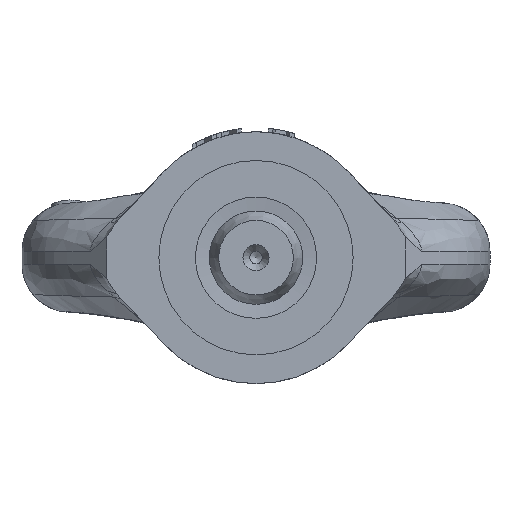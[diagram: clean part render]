
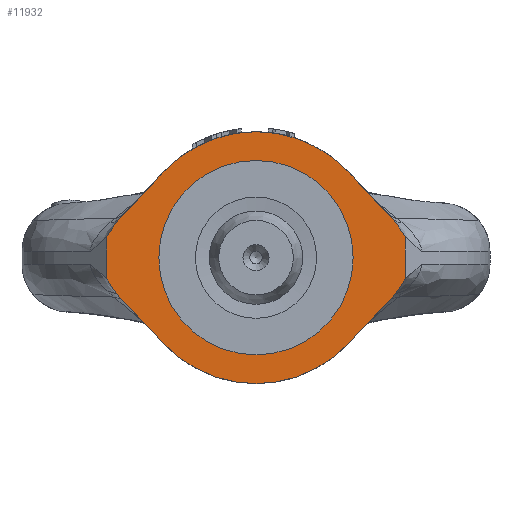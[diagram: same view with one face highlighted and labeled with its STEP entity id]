
A CAD part, front view. The second image highlights one B-rep face of the part: STEP entity #11932.
In plain terms, the highlighted planar face has unit normal (0, -1, 0).
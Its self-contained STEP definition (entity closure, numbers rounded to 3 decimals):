
#558=LINE('',#23223,#1172);
#564=LINE('',#23496,#1178);
#566=LINE('',#25180,#1180);
#567=LINE('',#25181,#1181);
#568=LINE('',#25182,#1182);
#574=LINE('',#26240,#1188);
#576=LINE('',#26482,#1190);
#580=LINE('',#28180,#1194);
#581=LINE('',#28181,#1195);
#582=LINE('',#28182,#1196);
#1172=VECTOR('',#14258,10.);
#1178=VECTOR('',#14270,10.);
#1180=VECTOR('',#14320,10.);
#1181=VECTOR('',#14321,10.);
#1182=VECTOR('',#14322,10.);
#1188=VECTOR('',#14366,10.);
#1190=VECTOR('',#14374,10.);
#1194=VECTOR('',#14426,10.);
#1195=VECTOR('',#14427,10.);
#1196=VECTOR('',#14428,10.);
#1625=PLANE('',#12773);
#1812=FACE_BOUND('',#3034,.T.);
#2295=FACE_OUTER_BOUND('',#3033,.T.);
#3033=EDGE_LOOP('',(#9750,#9751,#9752,#9753,#9754,#9755,#9756,#9757,#9758,
#9759,#9760,#9761,#9762,#9763,#9764,#9765,#9766,#9767,#9768,#9769));
#3034=EDGE_LOOP('',(#9770));
#3497=CIRCLE('',#12674,12.5);
#3506=CIRCLE('',#12692,6.15);
#3509=CIRCLE('',#12698,6.15);
#3536=CIRCLE('',#12738,6.15);
#3539=CIRCLE('',#12744,6.15);
#3556=CIRCLE('',#12770,16.2);
#3557=CIRCLE('',#12772,16.2);
#4167=B_SPLINE_CURVE_WITH_KNOTS('',3,(#22797,#22798,#22799,#22800),
 .UNSPECIFIED.,.F.,.F.,(4,4),(0.,0.199),.UNSPECIFIED.);
#4180=B_SPLINE_CURVE_WITH_KNOTS('',3,(#23394,#23395,#23396,#23397,#23398,
#23399),.UNSPECIFIED.,.F.,.F.,(4,2,4),(0.822,0.919,
1.046),.UNSPECIFIED.);
#4237=B_SPLINE_CURVE_WITH_KNOTS('',3,(#25822,#25823,#25824,#25825),
 .UNSPECIFIED.,.F.,.F.,(4,4),(0.,0.199),.UNSPECIFIED.);
#4248=B_SPLINE_CURVE_WITH_KNOTS('',3,(#26394,#26395,#26396,#26397,#26398,
#26399),.UNSPECIFIED.,.F.,.F.,(4,2,4),(0.822,0.919,
1.046),.UNSPECIFIED.);
#5044=VERTEX_POINT('',#22418);
#5067=VERTEX_POINT('',#22787);
#5068=VERTEX_POINT('',#22796);
#5076=VERTEX_POINT('',#23218);
#5077=VERTEX_POINT('',#23222);
#5084=VERTEX_POINT('',#23392);
#5085=VERTEX_POINT('',#23393);
#5092=VERTEX_POINT('',#23493);
#5093=VERTEX_POINT('',#23495);
#5113=VERTEX_POINT('',#25178);
#5114=VERTEX_POINT('',#25179);
#5132=VERTEX_POINT('',#25787);
#5135=VERTEX_POINT('',#25814);
#5141=VERTEX_POINT('',#26218);
#5145=VERTEX_POINT('',#26238);
#5149=VERTEX_POINT('',#26392);
#5150=VERTEX_POINT('',#26393);
#5154=VERTEX_POINT('',#26479);
#5155=VERTEX_POINT('',#26481);
#5178=VERTEX_POINT('',#28178);
#5179=VERTEX_POINT('',#28179);
#6537=EDGE_CURVE('',#5044,#5044,#3497,.T.);
#6567=EDGE_CURVE('',#5068,#5067,#4167,.T.);
#6579=EDGE_CURVE('',#5068,#5076,#3506,.T.);
#6581=EDGE_CURVE('',#5076,#5077,#558,.T.);
#6589=EDGE_CURVE('',#5084,#5085,#4180,.F.);
#6600=EDGE_CURVE('',#5092,#5093,#564,.T.);
#6602=EDGE_CURVE('',#5093,#5084,#3509,.T.);
#6659=EDGE_CURVE('',#5113,#5114,#566,.T.);
#6660=EDGE_CURVE('',#5067,#5114,#567,.T.);
#6661=EDGE_CURVE('',#5085,#5113,#568,.F.);
#6692=EDGE_CURVE('',#5135,#5132,#4237,.T.);
#6702=EDGE_CURVE('',#5135,#5141,#3536,.T.);
#6707=EDGE_CURVE('',#5141,#5145,#574,.T.);
#6711=EDGE_CURVE('',#5149,#5150,#4248,.F.);
#6719=EDGE_CURVE('',#5155,#5154,#576,.T.);
#6724=EDGE_CURVE('',#5154,#5149,#3539,.T.);
#6781=EDGE_CURVE('',#5178,#5179,#580,.T.);
#6782=EDGE_CURVE('',#5150,#5178,#581,.F.);
#6783=EDGE_CURVE('',#5132,#5179,#582,.T.);
#6788=EDGE_CURVE('',#5092,#5155,#3556,.T.);
#6789=EDGE_CURVE('',#5145,#5077,#3557,.T.);
#9750=ORIENTED_EDGE('',*,*,#6788,.T.);
#9751=ORIENTED_EDGE('',*,*,#6719,.T.);
#9752=ORIENTED_EDGE('',*,*,#6724,.T.);
#9753=ORIENTED_EDGE('',*,*,#6711,.T.);
#9754=ORIENTED_EDGE('',*,*,#6782,.T.);
#9755=ORIENTED_EDGE('',*,*,#6781,.T.);
#9756=ORIENTED_EDGE('',*,*,#6783,.F.);
#9757=ORIENTED_EDGE('',*,*,#6692,.F.);
#9758=ORIENTED_EDGE('',*,*,#6702,.T.);
#9759=ORIENTED_EDGE('',*,*,#6707,.T.);
#9760=ORIENTED_EDGE('',*,*,#6789,.T.);
#9761=ORIENTED_EDGE('',*,*,#6581,.F.);
#9762=ORIENTED_EDGE('',*,*,#6579,.F.);
#9763=ORIENTED_EDGE('',*,*,#6567,.T.);
#9764=ORIENTED_EDGE('',*,*,#6660,.T.);
#9765=ORIENTED_EDGE('',*,*,#6659,.F.);
#9766=ORIENTED_EDGE('',*,*,#6661,.F.);
#9767=ORIENTED_EDGE('',*,*,#6589,.F.);
#9768=ORIENTED_EDGE('',*,*,#6602,.F.);
#9769=ORIENTED_EDGE('',*,*,#6600,.F.);
#9770=ORIENTED_EDGE('',*,*,#6537,.T.);
#11932=ADVANCED_FACE('',(#2295,#1812),#1625,.T.);
#12674=AXIS2_PLACEMENT_3D('',#22419,#14213,#14214);
#12692=AXIS2_PLACEMENT_3D('',#23219,#14253,#14254);
#12698=AXIS2_PLACEMENT_3D('',#23499,#14274,#14275);
#12738=AXIS2_PLACEMENT_3D('',#26220,#14360,#14361);
#12744=AXIS2_PLACEMENT_3D('',#26499,#14380,#14381);
#12770=AXIS2_PLACEMENT_3D('',#28458,#14435,#14436);
#12772=AXIS2_PLACEMENT_3D('',#28460,#14439,#14440);
#12773=AXIS2_PLACEMENT_3D('',#28461,#14441,#14442);
#14213=DIRECTION('center_axis',(0.,1.,0.));
#14214=DIRECTION('ref_axis',(-1.,0.,0.));
#14253=DIRECTION('center_axis',(0.,1.,0.));
#14254=DIRECTION('ref_axis',(1.,0.,0.));
#14258=DIRECTION('',(-0.688,0.,-0.725));
#14270=DIRECTION('',(0.688,0.,-0.725));
#14274=DIRECTION('center_axis',(0.,1.,0.));
#14275=DIRECTION('ref_axis',(-1.,0.,0.));
#14320=DIRECTION('',(0.,0.,-1.));
#14321=DIRECTION('',(0.,0.,1.));
#14322=DIRECTION('',(0.,0.,1.));
#14360=DIRECTION('center_axis',(0.,-1.,0.));
#14361=DIRECTION('ref_axis',(-1.,0.,0.));
#14366=DIRECTION('',(0.688,0.,-0.725));
#14374=DIRECTION('',(-0.688,0.,-0.725));
#14380=DIRECTION('center_axis',(0.,-1.,0.));
#14381=DIRECTION('ref_axis',(1.,0.,0.));
#14426=DIRECTION('',(0.,0.,-1.));
#14427=DIRECTION('',(0.,0.,1.));
#14428=DIRECTION('',(0.,0.,1.));
#14435=DIRECTION('center_axis',(0.,-1.,0.));
#14436=DIRECTION('ref_axis',(0.,0.,
1.));
#14439=DIRECTION('center_axis',(0.,-1.,0.));
#14440=DIRECTION('ref_axis',(0.,0.,
1.));
#14441=DIRECTION('center_axis',(0.,-1.,0.));
#14442=DIRECTION('ref_axis',(0.,0.,-1.));
#22418=CARTESIAN_POINT('',(12.5,-35.3,0.));
#22419=CARTESIAN_POINT('Origin',(0.,-35.3,0.));
#22787=CARTESIAN_POINT('',(19.2,-35.3,-2.741));
#22796=CARTESIAN_POINT('',(18.129,-35.3,-4.318));
#22797=CARTESIAN_POINT('Ctrl Pts',(18.129,-35.3,-4.318));
#22798=CARTESIAN_POINT('Ctrl Pts',(18.503,-35.3,-3.77));
#22799=CARTESIAN_POINT('Ctrl Pts',(18.889,-35.3,-3.257));
#22800=CARTESIAN_POINT('Ctrl Pts',(19.2,-35.3,-2.741));
#23218=CARTESIAN_POINT('',(17.51,-35.3,-5.084));
#23219=CARTESIAN_POINT('Origin',(13.05,-35.3,-0.85));
#23222=CARTESIAN_POINT('',(11.749,-35.3,-11.153));
#23223=CARTESIAN_POINT('',(17.51,-35.3,-5.084));
#23392=CARTESIAN_POINT('',(18.194,-35.3,4.22));
#23393=CARTESIAN_POINT('',(19.2,-35.3,2.712));
#23394=CARTESIAN_POINT('Ctrl Pts',(19.2,-35.3,2.712));
#23395=CARTESIAN_POINT('Ctrl Pts',(19.071,-35.3,2.925));
#23396=CARTESIAN_POINT('Ctrl Pts',(18.929,-35.3,3.139));
#23397=CARTESIAN_POINT('Ctrl Pts',(18.591,-35.3,3.635));
#23398=CARTESIAN_POINT('Ctrl Pts',(18.388,-35.3,3.925));
#23399=CARTESIAN_POINT('Ctrl Pts',(18.194,-35.3,4.22));
#23493=CARTESIAN_POINT('',(11.749,-35.3,11.153));
#23495=CARTESIAN_POINT('',(17.51,-35.3,5.084));
#23496=CARTESIAN_POINT('',(11.749,-35.3,11.153));
#23499=CARTESIAN_POINT('Origin',(13.05,-35.3,0.85));
#25178=CARTESIAN_POINT('',(19.2,-35.3,0.85));
#25179=CARTESIAN_POINT('',(19.2,-35.3,-0.85));
#25180=CARTESIAN_POINT('',(19.2,-35.3,0.));
#25181=CARTESIAN_POINT('',(19.2,-35.3,-2.741));
#25182=CARTESIAN_POINT('',(19.2,-35.3,0.85));
#25787=CARTESIAN_POINT('',(-19.2,-35.3,-2.741));
#25814=CARTESIAN_POINT('',(-18.129,-35.3,-4.318));
#25822=CARTESIAN_POINT('Ctrl Pts',(-18.129,-35.3,-4.318));
#25823=CARTESIAN_POINT('Ctrl Pts',(-18.503,-35.3,-3.77));
#25824=CARTESIAN_POINT('Ctrl Pts',(-18.889,-35.3,-3.257));
#25825=CARTESIAN_POINT('Ctrl Pts',(-19.2,-35.3,-2.741));
#26218=CARTESIAN_POINT('',(-17.51,-35.3,-5.084));
#26220=CARTESIAN_POINT('Origin',(-13.05,-35.3,-0.85));
#26238=CARTESIAN_POINT('',(-11.749,-35.3,-11.153));
#26240=CARTESIAN_POINT('',(-17.51,-35.3,-5.084));
#26392=CARTESIAN_POINT('',(-18.194,-35.3,4.22));
#26393=CARTESIAN_POINT('',(-19.2,-35.3,2.712));
#26394=CARTESIAN_POINT('Ctrl Pts',(-19.2,-35.3,2.712));
#26395=CARTESIAN_POINT('Ctrl Pts',(-19.071,-35.3,2.925));
#26396=CARTESIAN_POINT('Ctrl Pts',(-18.929,-35.3,3.139));
#26397=CARTESIAN_POINT('Ctrl Pts',(-18.591,-35.3,3.635));
#26398=CARTESIAN_POINT('Ctrl Pts',(-18.388,-35.3,3.925));
#26399=CARTESIAN_POINT('Ctrl Pts',(-18.194,-35.3,4.22));
#26479=CARTESIAN_POINT('',(-17.51,-35.3,5.084));
#26481=CARTESIAN_POINT('',(-11.749,-35.3,11.153));
#26482=CARTESIAN_POINT('',(-11.749,-35.3,11.153));
#26499=CARTESIAN_POINT('Origin',(-13.05,-35.3,0.85));
#28178=CARTESIAN_POINT('',(-19.2,-35.3,0.85));
#28179=CARTESIAN_POINT('',(-19.2,-35.3,-0.85));
#28180=CARTESIAN_POINT('',(-19.2,-35.3,0.));
#28181=CARTESIAN_POINT('',(-19.2,-35.3,0.85));
#28182=CARTESIAN_POINT('',(-19.2,-35.3,-2.741));
#28458=CARTESIAN_POINT('Origin',(0.,-35.3,0.));
#28460=CARTESIAN_POINT('Origin',(0.,-35.3,0.));
#28461=CARTESIAN_POINT('Origin',(-6.776,-35.3,0.));
